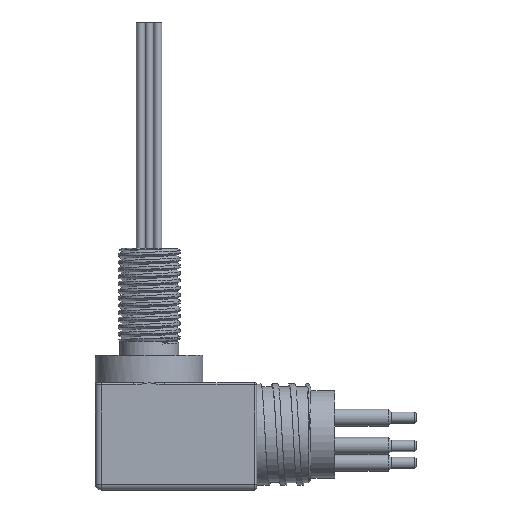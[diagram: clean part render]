
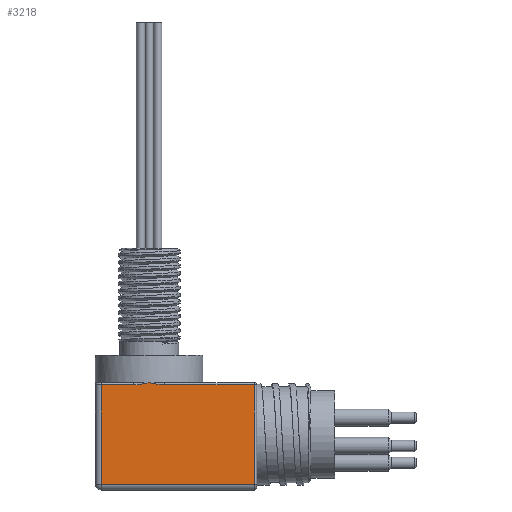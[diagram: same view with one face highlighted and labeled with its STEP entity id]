
A CAD part, front view. The second image highlights one B-rep face of the part: STEP entity #3218.
In plain terms, the highlighted planar face has unit normal (0, -1, 0).
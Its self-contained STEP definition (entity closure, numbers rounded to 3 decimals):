
#330=B_SPLINE_CURVE_WITH_KNOTS($,3,(#8488,#8489,#8490,#8491,#8492,#8493),
 .UNSPECIFIED.,.F.,.F.,(4,2,4),(-0.001,0.,0.274),
 .UNSPECIFIED.);
#332=B_SPLINE_CURVE_WITH_KNOTS($,3,(#8577,#8578,#8579,#8580,#8581,#8582),
 .UNSPECIFIED.,.F.,.F.,(4,2,4),(0.537,0.811,0.813),
 .UNSPECIFIED.);
#556=FACE_OUTER_BOUND($,#785,.T.);
#785=EDGE_LOOP($,(#2753,#2754,#2755,#2756,#2757,#2758,#2759));
#1017=LINE($,#8423,#1242);
#1024=LINE($,#8451,#1249);
#1031=LINE($,#8514,#1256);
#1036=LINE($,#8707,#1261);
#1037=LINE($,#8708,#1262);
#1242=VECTOR($,#3992,15.872);
#1249=VECTOR($,#4025,17.6);
#1256=VECTOR($,#4054,5.772);
#1261=VECTOR($,#4089,17.6);
#1262=VECTOR($,#4090,27.1);
#1523=VERTEX_POINT($,#8416);
#1525=VERTEX_POINT($,#8421);
#1533=VERTEX_POINT($,#8445);
#1534=VERTEX_POINT($,#8486);
#1539=VERTEX_POINT($,#8504);
#1541=VERTEX_POINT($,#8510);
#1553=VERTEX_POINT($,#8706);
#1920=EDGE_CURVE($,#1525,#1523,#1017,.T.);
#1935=EDGE_CURVE($,#1523,#1533,#1024,.T.);
#1940=EDGE_CURVE($,#1534,#1525,#330,.T.);
#1950=EDGE_CURVE($,#1539,#1541,#1031,.T.);
#1953=EDGE_CURVE($,#1541,#1534,#332,.T.);
#1971=EDGE_CURVE($,#1553,#1539,#1036,.T.);
#1972=EDGE_CURVE($,#1533,#1553,#1037,.T.);
#2753=ORIENTED_EDGE($,*,*,#1935,.F.);
#2754=ORIENTED_EDGE($,*,*,#1920,.F.);
#2755=ORIENTED_EDGE($,*,*,#1940,.F.);
#2756=ORIENTED_EDGE($,*,*,#1953,.F.);
#2757=ORIENTED_EDGE($,*,*,#1950,.F.);
#2758=ORIENTED_EDGE($,*,*,#1971,.F.);
#2759=ORIENTED_EDGE($,*,*,#1972,.F.);
#2933=PLANE($,#3440);
#3218=ADVANCED_FACE($,(#556),#2933,.T.);
#3440=AXIS2_PLACEMENT_3D($,#8705,#4087,#4088);
#3992=DIRECTION($,(1.,0.,0.));
#4025=DIRECTION($,(0.,0.,-1.));
#4054=DIRECTION($,(1.,0.,0.));
#4087=DIRECTION('center_axis',(0.,-1.,0.));
#4088=DIRECTION('ref_axis',(0.,0.,-1.));
#4089=DIRECTION($,(0.,0.,1.));
#4090=DIRECTION($,(-1.,0.,0.));
#8416=CARTESIAN_POINT('',(18.6,-9.5,-0.4));
#8421=CARTESIAN_POINT('',(2.728,-9.5,-0.4));
#8423=CARTESIAN_POINT($,(-2.375,-9.5,-0.4));
#8445=CARTESIAN_POINT('',(18.6,-9.5,-18.));
#8451=CARTESIAN_POINT($,(18.6,-9.5,0.));
#8486=CARTESIAN_POINT('',(0.,-9.5,0.));
#8488=CARTESIAN_POINT('Ctrl Pts',(0.,-9.5,0.));
#8489=CARTESIAN_POINT('Ctrl Pts',(0.004,-9.5,-0.001));
#8490=CARTESIAN_POINT('Ctrl Pts',(0.009,-9.5,-0.002));
#8491=CARTESIAN_POINT('Ctrl Pts',(0.909,-9.5,-0.188));
#8492=CARTESIAN_POINT('Ctrl Pts',(1.813,-9.5,-0.4));
#8493=CARTESIAN_POINT('Ctrl Pts',(2.728,-9.5,-0.4));
#8504=CARTESIAN_POINT('',(-8.5,-9.5,-0.4));
#8510=CARTESIAN_POINT('',(-2.728,-9.5,-0.4));
#8514=CARTESIAN_POINT($,(-2.375,-9.5,-0.4));
#8577=CARTESIAN_POINT('Ctrl Pts',(-2.728,-9.5,-0.4));
#8578=CARTESIAN_POINT('Ctrl Pts',(-1.813,-9.5,-0.4));
#8579=CARTESIAN_POINT('Ctrl Pts',(-0.909,-9.5,
-0.187));
#8580=CARTESIAN_POINT('Ctrl Pts',(-0.009,-9.5,-0.002));
#8581=CARTESIAN_POINT('Ctrl Pts',(-0.004,-9.5,-0.001));
#8582=CARTESIAN_POINT('Ctrl Pts',(0.,-9.5,0.));
#8705=CARTESIAN_POINT('Origin',(-9.5,-9.5,0.));
#8706=CARTESIAN_POINT('',(-8.5,-9.5,-18.));
#8707=CARTESIAN_POINT($,(-8.5,-9.5,0.));
#8708=CARTESIAN_POINT($,(-2.375,-9.5,-18.));
